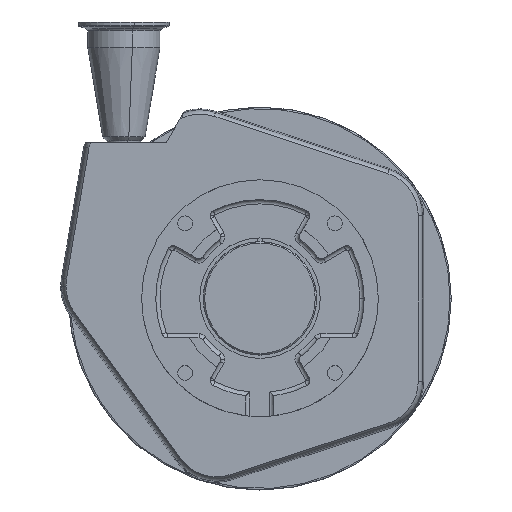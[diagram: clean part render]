
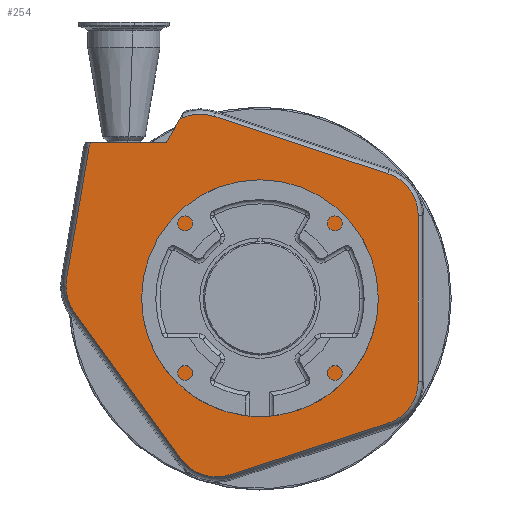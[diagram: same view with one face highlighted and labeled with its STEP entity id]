
A CAD part, top view. The second image highlights one B-rep face of the part: STEP entity #254.
In plain terms, the highlighted planar face has unit normal (0, 0, 1).
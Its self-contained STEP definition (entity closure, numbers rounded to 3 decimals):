
#67 = EDGE_CURVE ( 'NONE', #931, #11553, #7072, .T. ) ;
#82 = DIRECTION ( 'NONE',  ( 0.95, -0.313, 0. ) ) ;
#90 = ORIENTED_EDGE ( 'NONE', *, *, #6843, .F. ) ;
#97 = DIRECTION ( 'NONE',  ( 1., 0., 0. ) ) ;
#173 = CARTESIAN_POINT ( 'NONE',  ( -42.176, 98.881, -141.5 ) ) ;
#254 = ADVANCED_FACE ( 'NONE', ( #6046, #12196 ), #2797, .T. ) ;
#499 = EDGE_CURVE ( 'NONE', #1343, #5898, #4953, .T. ) ;
#513 = VECTOR ( 'NONE', #7122, 1000. ) ;
#548 = CARTESIAN_POINT ( 'NONE',  ( -120.629, 106.114, -141.5 ) ) ;
#695 = VERTEX_POINT ( 'NONE', #13456 ) ;
#841 = VECTOR ( 'NONE', #7612, 1000. ) ;
#931 = VERTEX_POINT ( 'NONE', #4698 ) ;
#974 = DIRECTION ( 'NONE',  ( 1., 0., 0. ) ) ;
#1171 = EDGE_CURVE ( 'NONE', #7742, #1343, #1222, .T. ) ;
#1215 = EDGE_CURVE ( 'NONE', #4663, #8667, #3693, .T. ) ;
#1222 = LINE ( 'NONE', #12649, #841 ) ;
#1336 = CIRCLE ( 'NONE', #7425, 7.141 ) ;
#1343 = VERTEX_POINT ( 'NONE', #12096 ) ;
#1407 = VERTEX_POINT ( 'NONE', #9936 ) ;
#1509 = CARTESIAN_POINT ( 'NONE',  ( -130.877, -9.817, -141.5 ) ) ;
#1518 = CARTESIAN_POINT ( 'NONE',  ( -141.268, 339.257, -141.5 ) ) ;
#1589 = ORIENTED_EDGE ( 'NONE', *, *, #6799, .F. ) ;
#1681 = VERTEX_POINT ( 'NONE', #11051 ) ;
#1915 = CARTESIAN_POINT ( 'NONE',  ( -113.59, 104.914, -141.5 ) ) ;
#1934 = AXIS2_PLACEMENT_3D ( 'NONE', #10351, #7136, #11312 ) ;
#1965 = CARTESIAN_POINT ( 'NONE',  ( -151.359, -74.059, -141.5 ) ) ;
#1994 = CARTESIAN_POINT ( 'NONE',  ( 0., 0., -141.5 ) ) ;
#2108 = CARTESIAN_POINT ( 'NONE',  ( 111.666, -94.63, -141.5 ) ) ;
#2246 = VERTEX_POINT ( 'NONE', #548 ) ;
#2292 = DIRECTION ( 'NONE',  ( -0.588, 0.809, 0. ) ) ;
#2500 = CARTESIAN_POINT ( 'NONE',  ( 55., 0., -141.5 ) ) ;
#2521 = DIRECTION ( 'NONE',  ( -1., 0., 0. ) ) ;
#2587 = AXIS2_PLACEMENT_3D ( 'NONE', #5233, #7407, #7479 ) ;
#2633 = ORIENTED_EDGE ( 'NONE', *, *, #3103, .F. ) ;
#2655 = EDGE_CURVE ( 'NONE', #1407, #6867, #8073, .T. ) ;
#2698 = ORIENTED_EDGE ( 'NONE', *, *, #12578, .F. ) ;
#2797 = PLANE ( 'NONE',  #12757 ) ;
#3103 = EDGE_CURVE ( 'NONE', #6255, #695, #6811, .T. ) ;
#3130 = EDGE_CURVE ( 'NONE', #9866, #4663, #5466, .T. ) ;
#3353 = VERTEX_POINT ( 'NONE', #9802 ) ;
#3528 = AXIS2_PLACEMENT_3D ( 'NONE', #8243, #4027, #8314 ) ;
#3618 = ORIENTED_EDGE ( 'NONE', *, *, #2655, .F. ) ;
#3647 = DIRECTION ( 'NONE',  ( -1., 0., 0. ) ) ;
#3693 = CIRCLE ( 'NONE', #2587, 31.169 ) ;
#3810 = VECTOR ( 'NONE', #2292, 1000. ) ;
#4027 = DIRECTION ( 'NONE',  ( 0., 0., -1. ) ) ;
#4031 = CARTESIAN_POINT ( 'NONE',  ( 0., 175., -141.5 ) ) ;
#4366 = EDGE_CURVE ( 'NONE', #931, #9928, #5306, .T. ) ;
#4474 = CARTESIAN_POINT ( 'NONE',  ( -55.966, -112.948, -141.5 ) ) ;
#4663 = VERTEX_POINT ( 'NONE', #6793 ) ;
#4672 = CARTESIAN_POINT ( 'NONE',  ( -54.056, 127.697, -141.5 ) ) ;
#4698 = CARTESIAN_POINT ( 'NONE',  ( -56.311, 126.782, -141.5 ) ) ;
#4725 = EDGE_CURVE ( 'NONE', #8667, #2246, #7375, .T. ) ;
#4750 = CARTESIAN_POINT ( 'NONE',  ( -118.603, 110., -141.5 ) ) ;
#4773 = AXIS2_PLACEMENT_3D ( 'NONE', #9647, #8762, #6629 ) ;
#4953 = CIRCLE ( 'NONE', #11044, 31.169 ) ;
#5050 = ORIENTED_EDGE ( 'NONE', *, *, #4725, .F. ) ;
#5233 = CARTESIAN_POINT ( 'NONE',  ( -105.659, 8.501, -141.5 ) ) ;
#5306 = LINE ( 'NONE', #10420, #13115 ) ;
#5336 = VECTOR ( 'NONE', #3647, 1000. ) ;
#5466 = CIRCLE ( 'NONE', #3528, 31.169 ) ;
#5643 = ORIENTED_EDGE ( 'NONE', *, *, #499, .F. ) ;
#5671 = CARTESIAN_POINT ( 'NONE',  ( -32.427, 128.486, -141.5 ) ) ;
#5871 = ORIENTED_EDGE ( 'NONE', *, *, #1215, .F. ) ;
#5898 = VERTEX_POINT ( 'NONE', #6796 ) ;
#5936 = ORIENTED_EDGE ( 'NONE', *, *, #10111, .F. ) ;
#6046 = FACE_BOUND ( 'NONE', #10131, .T. ) ;
#6255 = VERTEX_POINT ( 'NONE', #5671 ) ;
#6266 = DIRECTION ( 'NONE',  ( 0., 0., 1. ) ) ;
#6321 = AXIS2_PLACEMENT_3D ( 'NONE', #1994, #6266, #97 ) ;
#6515 = EDGE_CURVE ( 'NONE', #695, #3353, #9118, .T. ) ;
#6629 = DIRECTION ( 'NONE',  ( 1., 0., 0. ) ) ;
#6671 = DIRECTION ( 'NONE',  ( 0., 0., 1. ) ) ;
#6792 = CIRCLE ( 'NONE', #12223, 31.169 ) ;
#6793 = CARTESIAN_POINT ( 'NONE',  ( -136.828, 8.501, -141.5 ) ) ;
#6796 = CARTESIAN_POINT ( 'NONE',  ( -55.966, -112.948, -141.5 ) ) ;
#6799 = EDGE_CURVE ( 'NONE', #3353, #1681, #8236, .T. ) ;
#6803 = DIRECTION ( 'NONE',  ( 1., 0., 0. ) ) ;
#6811 = LINE ( 'NONE', #10981, #8961 ) ;
#6843 = EDGE_CURVE ( 'NONE', #6867, #1407, #7797, .T. ) ;
#6867 = VERTEX_POINT ( 'NONE', #2500 ) ;
#6875 = CARTESIAN_POINT ( 'NONE',  ( -66., 110., -141.5 ) ) ;
#6951 = DIRECTION ( 'NONE',  ( 0., 0., 1. ) ) ;
#6995 = VERTEX_POINT ( 'NONE', #4750 ) ;
#7063 = ORIENTED_EDGE ( 'NONE', *, *, #7229, .F. ) ;
#7072 = CIRCLE ( 'NONE', #10352, 228.831 ) ;
#7122 = DIRECTION ( 'NONE',  ( 0.168, 0.986, 0. ) ) ;
#7136 = DIRECTION ( 'NONE',  ( 0., 0., 1. ) ) ;
#7208 = DIRECTION ( 'NONE',  ( 0., -1., 0. ) ) ;
#7229 = EDGE_CURVE ( 'NONE', #1681, #7742, #11949, .T. ) ;
#7243 = DIRECTION ( 'NONE',  ( 1., 0., 0. ) ) ;
#7375 = LINE ( 'NONE', #1965, #513 ) ;
#7407 = DIRECTION ( 'NONE',  ( 0., 0., -1. ) ) ;
#7425 = AXIS2_PLACEMENT_3D ( 'NONE', #1915, #10356, #10291 ) ;
#7479 = DIRECTION ( 'NONE',  ( 1., 0., 0. ) ) ;
#7612 = DIRECTION ( 'NONE',  ( -0.951, -0.309, 0. ) ) ;
#7742 = VERTEX_POINT ( 'NONE', #8150 ) ;
#7797 = CIRCLE ( 'NONE', #1934, 55. ) ;
#8073 = CIRCLE ( 'NONE', #6321, 55. ) ;
#8150 = CARTESIAN_POINT ( 'NONE',  ( 90.129, -88.128, -141.5 ) ) ;
#8236 = LINE ( 'NONE', #2108, #12145 ) ;
#8243 = CARTESIAN_POINT ( 'NONE',  ( -105.659, 8.501, -141.5 ) ) ;
#8314 = DIRECTION ( 'NONE',  ( 1., 0., 0. ) ) ;
#8569 = ORIENTED_EDGE ( 'NONE', *, *, #12935, .T. ) ;
#8584 = ORIENTED_EDGE ( 'NONE', *, *, #4366, .T. ) ;
#8667 = VERTEX_POINT ( 'NONE', #11443 ) ;
#8762 = DIRECTION ( 'NONE',  ( 0., 0., -1. ) ) ;
#8798 = CARTESIAN_POINT ( 'NONE',  ( 80.497, 58.485, -141.5 ) ) ;
#8822 = CARTESIAN_POINT ( 'NONE',  ( 0., 110., -141.5 ) ) ;
#8961 = VECTOR ( 'NONE', #82, 1000. ) ;
#9118 = CIRCLE ( 'NONE', #10860, 31.169 ) ;
#9147 = ORIENTED_EDGE ( 'NONE', *, *, #1171, .F. ) ;
#9191 = ORIENTED_EDGE ( 'NONE', *, *, #6515, .F. ) ;
#9467 = DIRECTION ( 'NONE',  ( -0.5, -0.866, 0. ) ) ;
#9586 = ORIENTED_EDGE ( 'NONE', *, *, #3130, .F. ) ;
#9647 = CARTESIAN_POINT ( 'NONE',  ( 80.497, -58.485, -141.5 ) ) ;
#9740 = CARTESIAN_POINT ( 'NONE',  ( -30.747, -94.63, -141.5 ) ) ;
#9743 = DIRECTION ( 'NONE',  ( 1., 0., 0. ) ) ;
#9802 = CARTESIAN_POINT ( 'NONE',  ( 111.666, 58.485, -141.5 ) ) ;
#9866 = VERTEX_POINT ( 'NONE', #1509 ) ;
#9928 = VERTEX_POINT ( 'NONE', #6875 ) ;
#9936 = CARTESIAN_POINT ( 'NONE',  ( -55., 0., -141.5 ) ) ;
#9976 = EDGE_LOOP ( 'NONE', ( #12217, #8584, #8569, #5936, #5050, #5871, #9586, #2698, #5643, #9147, #7063, #1589, #9191, #2633, #10593 ) ) ;
#10111 = EDGE_CURVE ( 'NONE', #2246, #6995, #1336, .T. ) ;
#10131 = EDGE_LOOP ( 'NONE', ( #90, #3618 ) ) ;
#10291 = DIRECTION ( 'NONE',  ( 1., 0., 0. ) ) ;
#10351 = CARTESIAN_POINT ( 'NONE',  ( 0., 0., -141.5 ) ) ;
#10352 = AXIS2_PLACEMENT_3D ( 'NONE', #1518, #6671, #2521 ) ;
#10356 = DIRECTION ( 'NONE',  ( 0., 0., -1. ) ) ;
#10420 = CARTESIAN_POINT ( 'NONE',  ( -21.354, 187.329, -141.5 ) ) ;
#10504 = EDGE_CURVE ( 'NONE', #11553, #6255, #6792, .T. ) ;
#10528 = DIRECTION ( 'NONE',  ( 0., 0., -1. ) ) ;
#10593 = ORIENTED_EDGE ( 'NONE', *, *, #10504, .F. ) ;
#10860 = AXIS2_PLACEMENT_3D ( 'NONE', #8798, #12936, #9743 ) ;
#10981 = CARTESIAN_POINT ( 'NONE',  ( 35.373, 106.16, -141.5 ) ) ;
#11044 = AXIS2_PLACEMENT_3D ( 'NONE', #9740, #11848, #6803 ) ;
#11051 = CARTESIAN_POINT ( 'NONE',  ( 111.666, -58.485, -141.5 ) ) ;
#11312 = DIRECTION ( 'NONE',  ( 1., 0., 0. ) ) ;
#11443 = CARTESIAN_POINT ( 'NONE',  ( -136.384, 13.741, -141.5 ) ) ;
#11553 = VERTEX_POINT ( 'NONE', #4672 ) ;
#11848 = DIRECTION ( 'NONE',  ( 0., 0., -1. ) ) ;
#11949 = CIRCLE ( 'NONE', #4773, 31.169 ) ;
#12096 = CARTESIAN_POINT ( 'NONE',  ( -21.115, -124.274, -141.5 ) ) ;
#12145 = VECTOR ( 'NONE', #7208, 1000. ) ;
#12196 = FACE_OUTER_BOUND ( 'NONE', #9976, .T. ) ;
#12217 = ORIENTED_EDGE ( 'NONE', *, *, #67, .F. ) ;
#12223 = AXIS2_PLACEMENT_3D ( 'NONE', #173, #10528, #7243 ) ;
#12578 = EDGE_CURVE ( 'NONE', #5898, #9866, #12638, .T. ) ;
#12638 = LINE ( 'NONE', #4474, #3810 ) ;
#12649 = CARTESIAN_POINT ( 'NONE',  ( -21.115, -124.274, -141.5 ) ) ;
#12757 = AXIS2_PLACEMENT_3D ( 'NONE', #4031, #6951, #974 ) ;
#12935 = EDGE_CURVE ( 'NONE', #9928, #6995, #12961, .T. ) ;
#12936 = DIRECTION ( 'NONE',  ( 0., 0., -1. ) ) ;
#12961 = LINE ( 'NONE', #8822, #5336 ) ;
#13115 = VECTOR ( 'NONE', #9467, 1000. ) ;
#13456 = CARTESIAN_POINT ( 'NONE',  ( 90.246, 88.09, -141.5 ) ) ;
